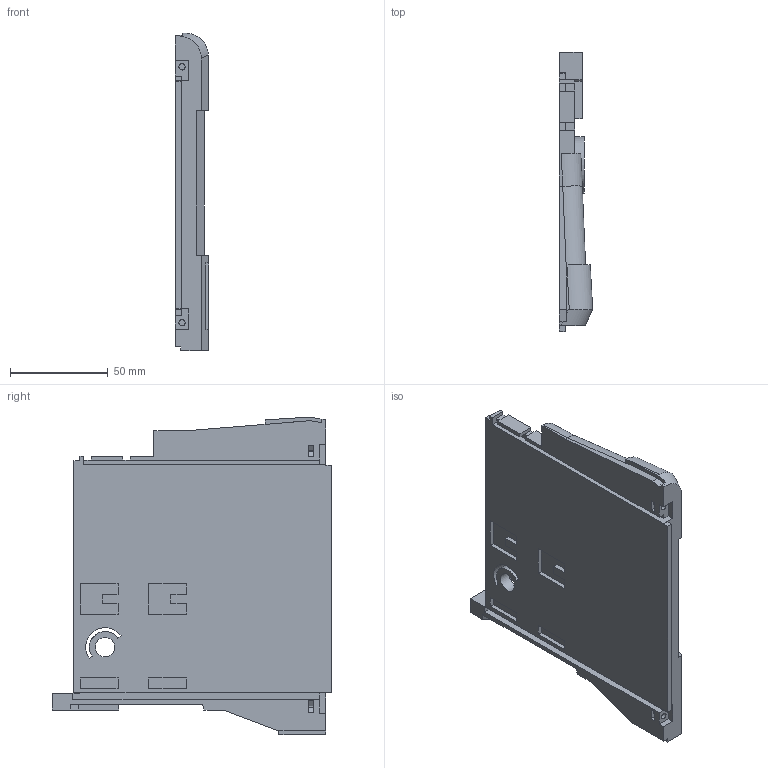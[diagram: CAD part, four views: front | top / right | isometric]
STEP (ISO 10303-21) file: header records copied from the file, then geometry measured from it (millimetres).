
FILE_DESCRIPTION(/* description */ ('STEP AP203'),/* implementation_level */ '2;1');
FILE_NAME(/* name */ 'body-left v4.step',/* time_stamp */ '2025-06-13T17:02:43-07:00',/* author */ (''),/* organization */ (''),/* preprocessor_version */ 'ST-DEVELOPER v20.1',/* originating_system */ 'Autodesk Translation Framework v14.10.0.0',/* authorisation */ '');
FILE_SCHEMA (('AUTOMOTIVE_DESIGN { 1 0 10303 214 3 1 1 }'));
Length unit declared in the file: millimetre
Products named in the file (1): body-left
Bounding box: 17 x 143 x 162.7 mm (x, y, z)
Volume: 198032.2 mm3; surface area: 51029.4 mm2
Topology: 1 solids, 1 shells, 204 faces, 569 edges, 375 vertices
Faces by surface type: plane 187, cylinder 16, bspline 1
Full cylindrical faces by diameter (mm): 3.2 x4, 10 x1, 29 x1
Entity records: 6501 total; most frequent: CARTESIAN_POINT 1183, ORIENTED_EDGE 1138, DIRECTION 1024, EDGE_CURVE 569, LINE 516, VECTOR 516, VERTEX_POINT 375, AXIS2_PLACEMENT_3D 254
